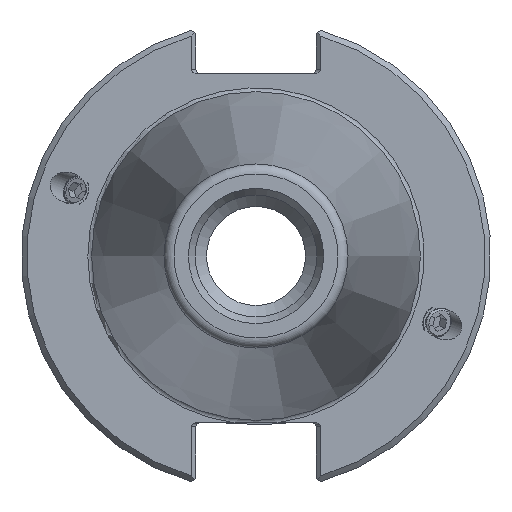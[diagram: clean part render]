
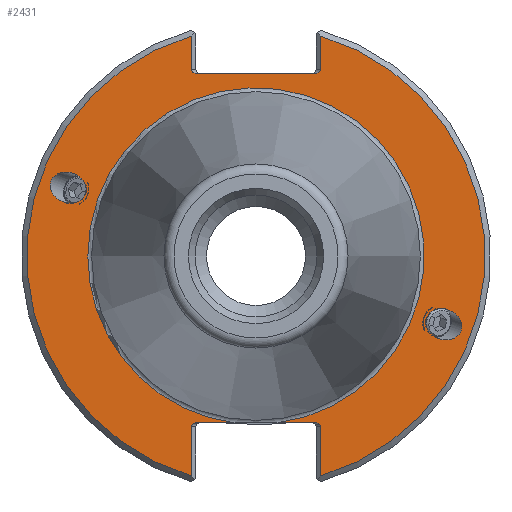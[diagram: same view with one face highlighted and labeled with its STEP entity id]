
A CAD part, left-side view. The second image highlights one B-rep face of the part: STEP entity #2431.
In plain terms, the highlighted planar face has unit normal (-1, 0, 0).
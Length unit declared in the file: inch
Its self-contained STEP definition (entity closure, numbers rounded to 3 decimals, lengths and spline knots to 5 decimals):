
#28=ELLIPSE('',#2600,0.09853,0.08071);
#29=ELLIPSE('',#2610,0.09853,0.08071);
#34=ELLIPSE('',#2661,0.02828,0.02);
#35=ELLIPSE('',#2663,0.02828,0.02);
#36=ELLIPSE('',#2664,0.02828,0.02);
#37=ELLIPSE('',#2666,0.02828,0.02);
#117=FACE_BOUND('',#599,.T.);
#118=FACE_BOUND('',#600,.T.);
#391=FACE_OUTER_BOUND('',#598,.T.);
#598=EDGE_LOOP('',(#1929,#1930,#1931,#1932,#1933,#1934,#1935,#1936,#1937,
#1938,#1939,#1940,#1941,#1942));
#599=EDGE_LOOP('',(#1943));
#600=EDGE_LOOP('',(#1944));
#760=CIRCLE('',#2658,0.895);
#762=CIRCLE('',#2662,1.22);
#763=CIRCLE('',#2665,1.22);
#842=LINE('',#4033,#978);
#848=LINE('',#4061,#984);
#849=LINE('',#4065,#985);
#850=LINE('',#4069,#986);
#851=LINE('',#4074,#987);
#852=LINE('',#4078,#988);
#853=LINE('',#4081,#989);
#978=VECTOR('',#3124,0.63343);
#984=VECTOR('',#3138,0.205);
#985=VECTOR('',#3141,0.2622);
#986=VECTOR('',#3144,0.1782);
#987=VECTOR('',#3149,0.1782);
#988=VECTOR('',#3152,0.2622);
#989=VECTOR('',#3155,0.205);
#1191=VERTEX_POINT('',#3845);
#1198=VERTEX_POINT('',#3930);
#1232=VERTEX_POINT('',#4029);
#1234=VERTEX_POINT('',#4032);
#1238=VERTEX_POINT('',#4043);
#1239=VERTEX_POINT('',#4044);
#1241=VERTEX_POINT('',#4060);
#1242=VERTEX_POINT('',#4062);
#1243=VERTEX_POINT('',#4064);
#1244=VERTEX_POINT('',#4066);
#1245=VERTEX_POINT('',#4068);
#1246=VERTEX_POINT('',#4071);
#1247=VERTEX_POINT('',#4073);
#1248=VERTEX_POINT('',#4075);
#1249=VERTEX_POINT('',#4077);
#1250=VERTEX_POINT('',#4079);
#1444=EDGE_CURVE('',#1191,#1191,#28,.T.);
#1451=EDGE_CURVE('',#1198,#1198,#29,.T.);
#1487=EDGE_CURVE('',#1232,#1234,#842,.T.);
#1494=EDGE_CURVE('',#1238,#1239,#760,.T.);
#1496=EDGE_CURVE('',#1241,#1238,#848,.T.);
#1497=EDGE_CURVE('',#1242,#1241,#34,.T.);
#1498=EDGE_CURVE('',#1243,#1242,#849,.T.);
#1499=EDGE_CURVE('',#1244,#1243,#762,.T.);
#1500=EDGE_CURVE('',#1245,#1244,#850,.T.);
#1501=EDGE_CURVE('',#1234,#1245,#35,.T.);
#1502=EDGE_CURVE('',#1246,#1232,#36,.T.);
#1503=EDGE_CURVE('',#1247,#1246,#851,.T.);
#1504=EDGE_CURVE('',#1248,#1247,#763,.T.);
#1505=EDGE_CURVE('',#1249,#1248,#852,.T.);
#1506=EDGE_CURVE('',#1250,#1249,#37,.T.);
#1507=EDGE_CURVE('',#1239,#1250,#853,.T.);
#1929=ORIENTED_EDGE('',*,*,#1494,.F.);
#1930=ORIENTED_EDGE('',*,*,#1496,.F.);
#1931=ORIENTED_EDGE('',*,*,#1497,.F.);
#1932=ORIENTED_EDGE('',*,*,#1498,.F.);
#1933=ORIENTED_EDGE('',*,*,#1499,.F.);
#1934=ORIENTED_EDGE('',*,*,#1500,.F.);
#1935=ORIENTED_EDGE('',*,*,#1501,.F.);
#1936=ORIENTED_EDGE('',*,*,#1487,.F.);
#1937=ORIENTED_EDGE('',*,*,#1502,.F.);
#1938=ORIENTED_EDGE('',*,*,#1503,.F.);
#1939=ORIENTED_EDGE('',*,*,#1504,.F.);
#1940=ORIENTED_EDGE('',*,*,#1505,.F.);
#1941=ORIENTED_EDGE('',*,*,#1506,.F.);
#1942=ORIENTED_EDGE('',*,*,#1507,.F.);
#1943=ORIENTED_EDGE('',*,*,#1444,.T.);
#1944=ORIENTED_EDGE('',*,*,#1451,.T.);
#2318=PLANE('',#2660);
#2431=ADVANCED_FACE('',(#391,#117,#118),#2318,.T.);
#2600=AXIS2_PLACEMENT_3D('',#3846,#3002,#3003);
#2610=AXIS2_PLACEMENT_3D('',#3931,#3022,#3023);
#2658=AXIS2_PLACEMENT_3D('',#4056,#3132,#3133);
#2660=AXIS2_PLACEMENT_3D('',#4059,#3136,#3137);
#2661=AXIS2_PLACEMENT_3D('',#4063,#3139,#3140);
#2662=AXIS2_PLACEMENT_3D('',#4067,#3142,#3143);
#2663=AXIS2_PLACEMENT_3D('',#4070,#3145,#3146);
#2664=AXIS2_PLACEMENT_3D('',#4072,#3147,#3148);
#2665=AXIS2_PLACEMENT_3D('',#4076,#3150,#3151);
#2666=AXIS2_PLACEMENT_3D('',#4080,#3153,#3154);
#3002=DIRECTION('center_axis',(1.,0.,0.));
#3003=DIRECTION('ref_axis',(0.,-0.94,-0.342));
#3022=DIRECTION('center_axis',(1.,0.,0.));
#3023=DIRECTION('ref_axis',(0.,0.94,0.342));
#3124=DIRECTION('',(0.,-1.,0.));
#3132=DIRECTION('center_axis',(-1.,0.,0.));
#3133=DIRECTION('ref_axis',(0.,-1.,0.));
#3136=DIRECTION('center_axis',(-1.,0.,0.));
#3137=DIRECTION('ref_axis',(0.,0.,1.));
#3138=DIRECTION('',(0.,1.,0.));
#3139=DIRECTION('center_axis',(-1.,0.,0.));
#3140=DIRECTION('ref_axis',(0.,-1.,0.));
#3141=DIRECTION('',(0.,0.,1.));
#3142=DIRECTION('center_axis',(1.,0.,0.));
#3143=DIRECTION('ref_axis',(0.,-1.,0.));
#3144=DIRECTION('',(0.,0.,1.));
#3145=DIRECTION('center_axis',(-1.,0.,0.));
#3146=DIRECTION('ref_axis',(0.,-1.,0.));
#3147=DIRECTION('center_axis',(-1.,0.,0.));
#3148=DIRECTION('ref_axis',(0.,1.,0.));
#3149=DIRECTION('',(0.,0.,-1.));
#3150=DIRECTION('center_axis',(1.,0.,0.));
#3151=DIRECTION('ref_axis',(0.,1.,0.));
#3152=DIRECTION('',(0.,0.,-1.));
#3153=DIRECTION('center_axis',(-1.,0.,0.));
#3154=DIRECTION('ref_axis',(0.,1.,0.));
#3155=DIRECTION('',(0.,1.,0.));
#3845=CARTESIAN_POINT('',(0.125,-0.90631,-0.32987));
#3846=CARTESIAN_POINT('Origin',(0.125,-0.99889,-0.36357));
#3930=CARTESIAN_POINT('',(0.125,0.90631,0.32987));
#3931=CARTESIAN_POINT('Origin',(0.125,0.99889,0.36357));
#4029=CARTESIAN_POINT('',(0.125,0.31672,0.972));
#4032=CARTESIAN_POINT('',(0.125,-0.31672,0.972));
#4033=CARTESIAN_POINT('',(0.125,0.53125,0.972));
#4043=CARTESIAN_POINT('',(0.125,-0.11172,-0.888));
#4044=CARTESIAN_POINT('',(0.125,0.11172,-0.888));
#4056=CARTESIAN_POINT('Origin',(0.125,0.,0.));
#4059=CARTESIAN_POINT('Origin',(0.125,1.0625,0.));
#4060=CARTESIAN_POINT('',(0.125,-0.31672,-0.888));
#4061=CARTESIAN_POINT('',(0.125,0.53125,-0.888));
#4062=CARTESIAN_POINT('',(0.125,-0.345,-0.908));
#4063=CARTESIAN_POINT('Origin',(0.125,-0.31672,-0.908));
#4064=CARTESIAN_POINT('',(0.125,-0.345,-1.1702));
#4065=CARTESIAN_POINT('',(0.125,-0.345,-0.444));
#4066=CARTESIAN_POINT('',(0.125,-0.345,1.1702));
#4067=CARTESIAN_POINT('Origin',(0.125,0.,0.));
#4068=CARTESIAN_POINT('',(0.125,-0.345,0.992));
#4069=CARTESIAN_POINT('',(0.125,-0.345,0.486));
#4070=CARTESIAN_POINT('Origin',(0.125,-0.31672,0.992));
#4071=CARTESIAN_POINT('',(0.125,0.345,0.992));
#4072=CARTESIAN_POINT('Origin',(0.125,0.31672,0.992));
#4073=CARTESIAN_POINT('',(0.125,0.345,1.1702));
#4074=CARTESIAN_POINT('',(0.125,0.345,0.486));
#4075=CARTESIAN_POINT('',(0.125,0.345,-1.1702));
#4076=CARTESIAN_POINT('Origin',(0.125,0.,0.));
#4077=CARTESIAN_POINT('',(0.125,0.345,-0.908));
#4078=CARTESIAN_POINT('',(0.125,0.345,-0.444));
#4079=CARTESIAN_POINT('',(0.125,0.31672,-0.888));
#4080=CARTESIAN_POINT('Origin',(0.125,0.31672,-0.908));
#4081=CARTESIAN_POINT('',(0.125,0.53125,-0.888));
